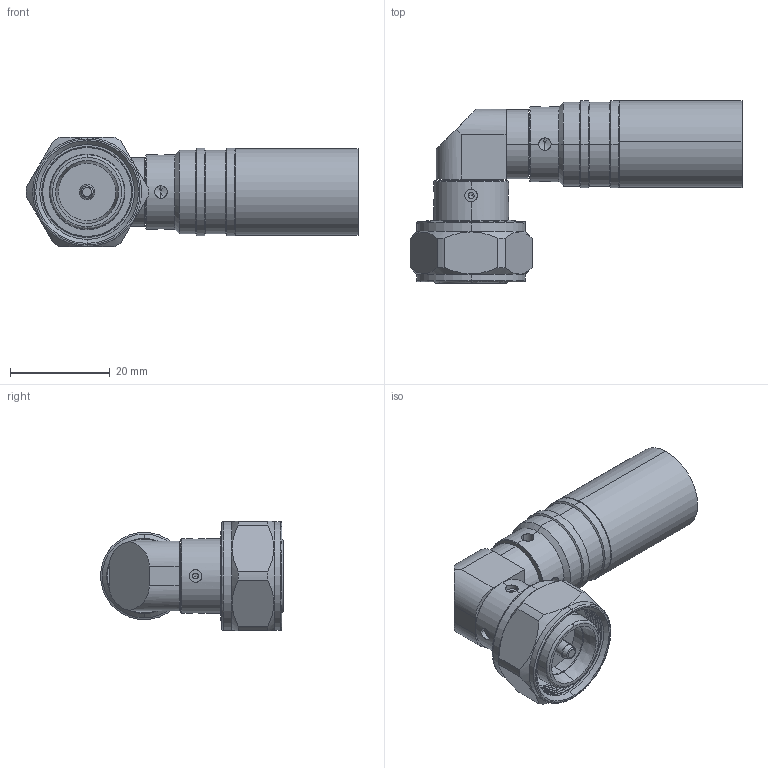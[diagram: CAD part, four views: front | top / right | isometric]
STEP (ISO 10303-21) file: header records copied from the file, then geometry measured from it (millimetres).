
FILE_DESCRIPTION (( 'STEP AP214' ), '1' );
FILE_NAME ('3190-8101(EZ-600-4310M-RA-X)_SD.STEP', '2020-12-14T07:10:05', ( '' ), ( '' ), 'SwSTEP 2.0', 'SolidWorks 2018', '' );
FILE_SCHEMA (( 'AUTOMOTIVE_DESIGN' ));
Length unit declared in the file: millimetre
Products named in the file (7): 3192-6038_SD; SD^3192-6038; 3192-6073_SD; SD^3192-6073; 3192-6034_SD; SD^3192-6034; 3190-8101(EZ-600-4310M-RA-X)_SD
Assembly tree (6 placements, depth 3):
  3190-8101(EZ-600-4310M-RA-X)_SD
    3192-6034_SD
      SD^3192-6034
    3192-6073_SD
      SD^3192-6073
    3192-6038_SD
      SD^3192-6038
Bounding box: 66.55 x 36.65 x 22 mm (x, y, z)
Volume: 14984.4 mm3; surface area: 9661.2 mm2
Topology: 4 solids, 5 shells, 249 faces, 561 edges, 332 vertices
Faces by surface type: cylinder 102, cone 78, plane 43, bspline 20, torus 6
Entity records: 7856 total; most frequent: CARTESIAN_POINT 2128, DIRECTION 1253, ORIENTED_EDGE 1090, EDGE_CURVE 545, AXIS2_PLACEMENT_3D 525, VERTEX_POINT 332, CIRCLE 284, EDGE_LOOP 279
